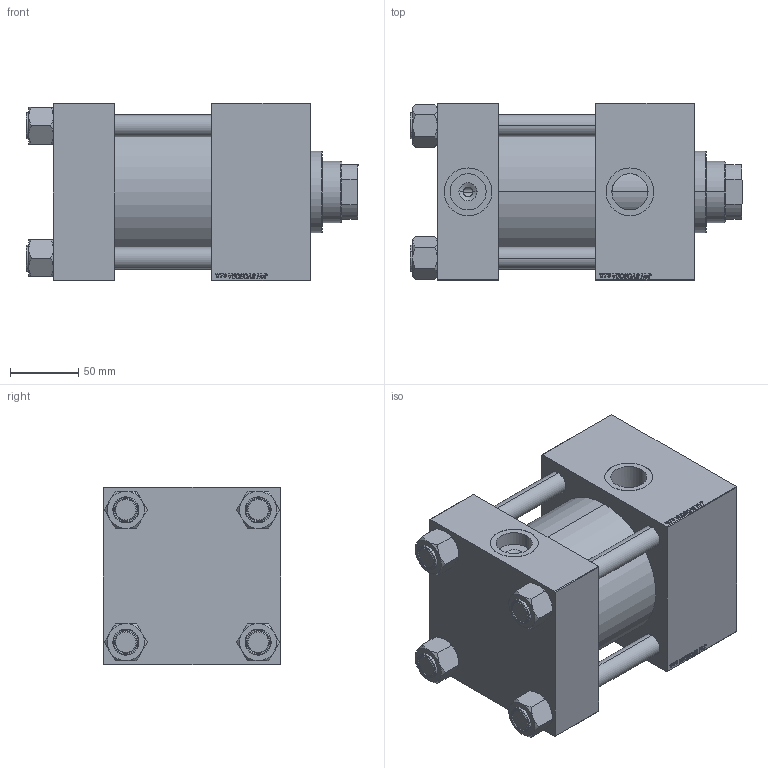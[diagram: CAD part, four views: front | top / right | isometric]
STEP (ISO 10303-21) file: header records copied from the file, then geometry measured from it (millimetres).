
FILE_DESCRIPTION (( 'STEP AP203' ), '1' );
FILE_NAME ('e8cc.STEP', '2022-04-17T00:57:43', ( '' ), ( '' ), 'SwSTEP 2.0', 'SolidWorks 2019', '' );
FILE_SCHEMA (( 'CONFIG_CONTROL_DESIGN' ));
Length unit declared in the file: millimetre
Products named in the file (6): V215CD_C_TYCINKA ee44cd3ffd3af0ef93b9e06ee1b98e84; V215CD_Body_C ee44cd3ffd3af0ef93b9e06ee1b98e84; NUT_M5_V215CD_C ee44cd3ffd3af0ef93b9e06ee1b98e84; V215CD_VC_C ee44cd3ffd3af0ef93b9e06ee1b98e84; e8cc; V215CD_VCP_C ee44cd3ffd3af0ef93b9e06ee1b98e84
Assembly tree (11 placements, depth 2):
  e8cc
    V215CD_Body_C ee44cd3ffd3af0ef93b9e06ee1b98e84
    V215CD_VC_C ee44cd3ffd3af0ef93b9e06ee1b98e84
    V215CD_VCP_C ee44cd3ffd3af0ef93b9e06ee1b98e84
    V215CD_C_TYCINKA ee44cd3ffd3af0ef93b9e06ee1b98e84  x4
    NUT_M5_V215CD_C ee44cd3ffd3af0ef93b9e06ee1b98e84  x4
Bounding box: 243 x 130 x 130 mm (x, y, z)
Volume: 2425143.8 mm3; surface area: 326466.1 mm2
Topology: 11 solids, 11 shells, 1202 faces, 3038 edges, 1977 vertices
Faces by surface type: plane 576, bspline 392, cone 136, cylinder 90, torus 8
Entity records: 50832 total; most frequent: CARTESIAN_POINT 27248, ORIENTED_EDGE 5340, DIRECTION 3408, EDGE_CURVE 2670, VERTEX_POINT 1755, VECTOR 1618, LINE 1618, EDGE_LOOP 1177
